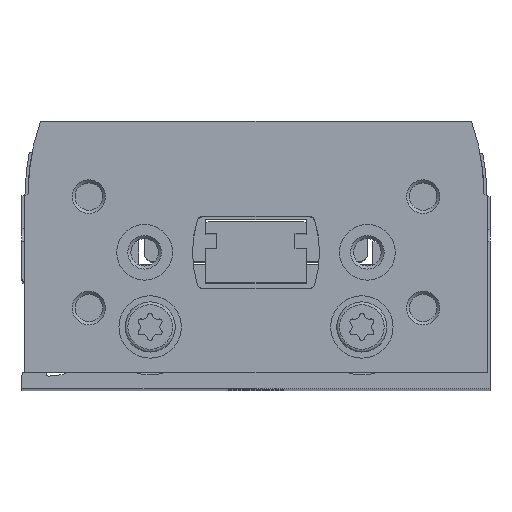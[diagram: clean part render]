
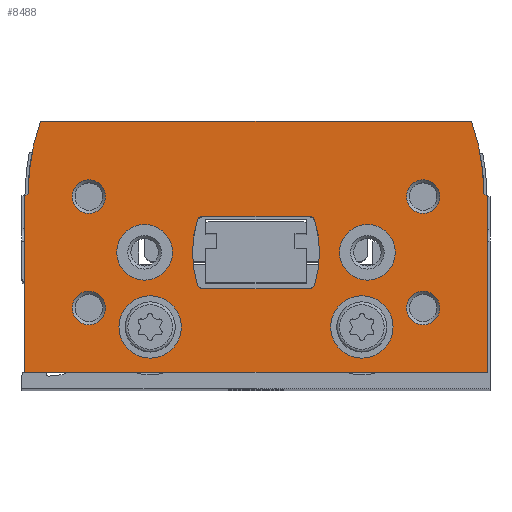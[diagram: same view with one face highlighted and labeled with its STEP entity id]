
A CAD part, top view. The second image highlights one B-rep face of the part: STEP entity #8488.
In plain terms, the highlighted planar face has unit normal (0, 0, 1).
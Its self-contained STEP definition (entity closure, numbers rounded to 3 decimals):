
#377=LINE('',#13237,#839);
#382=LINE('',#13247,#844);
#400=LINE('',#13293,#862);
#406=LINE('',#13305,#868);
#420=LINE('',#13378,#882);
#422=LINE('',#13381,#884);
#423=LINE('',#13411,#885);
#424=LINE('',#13431,#886);
#839=VECTOR('',#10908,1000.);
#844=VECTOR('',#10915,1000.);
#862=VECTOR('',#10951,1000.);
#868=VECTOR('',#10961,1000.);
#882=VECTOR('',#11017,1000.);
#884=VECTOR('',#11021,1000.);
#885=VECTOR('',#11052,1000.);
#886=VECTOR('',#11073,1000.);
#1108=PLANE('',#9236);
#2308=ORIENTED_EDGE('',*,*,#3760,.F.);
#2309=ORIENTED_EDGE('',*,*,#3761,.F.);
#2310=ORIENTED_EDGE('',*,*,#3762,.F.);
#2311=ORIENTED_EDGE('',*,*,#3763,.F.);
#2312=ORIENTED_EDGE('',*,*,#3764,.T.);
#2313=ORIENTED_EDGE('',*,*,#3765,.T.);
#2314=ORIENTED_EDGE('',*,*,#3766,.T.);
#2315=ORIENTED_EDGE('',*,*,#3767,.T.);
#2316=ORIENTED_EDGE('',*,*,#3723,.F.);
#2317=ORIENTED_EDGE('',*,*,#3742,.F.);
#2318=ORIENTED_EDGE('',*,*,#3735,.F.);
#2319=ORIENTED_EDGE('',*,*,#3732,.F.);
#2320=ORIENTED_EDGE('',*,*,#3768,.F.);
#2321=ORIENTED_EDGE('',*,*,#3769,.F.);
#2322=ORIENTED_EDGE('',*,*,#3770,.F.);
#2323=ORIENTED_EDGE('',*,*,#3726,.F.);
#2324=ORIENTED_EDGE('',*,*,#3710,.T.);
#2325=ORIENTED_EDGE('',*,*,#3704,.T.);
#2326=ORIENTED_EDGE('',*,*,#3744,.T.);
#2327=ORIENTED_EDGE('',*,*,#3675,.T.);
#2328=ORIENTED_EDGE('',*,*,#3680,.T.);
#2329=ORIENTED_EDGE('',*,*,#3684,.T.);
#2330=ORIENTED_EDGE('',*,*,#3759,.T.);
#2331=ORIENTED_EDGE('',*,*,#3716,.T.);
#3675=EDGE_CURVE('',#4510,#4509,#377,.T.);
#3680=EDGE_CURVE('',#4509,#4513,#382,.T.);
#3684=EDGE_CURVE('',#4513,#4515,#5043,.T.);
#3704=EDGE_CURVE('',#4530,#4532,#400,.T.);
#3710=EDGE_CURVE('',#4536,#4530,#406,.T.);
#3716=EDGE_CURVE('',#4541,#4536,#5049,.T.);
#3723=EDGE_CURVE('',#4545,#4546,#5052,.T.);
#3726=EDGE_CURVE('',#4546,#4547,#5053,.T.);
#3732=EDGE_CURVE('',#4551,#4552,#5056,.T.);
#3735=EDGE_CURVE('',#4552,#4554,#5057,.T.);
#3742=EDGE_CURVE('',#4554,#4545,#420,.T.);
#3744=EDGE_CURVE('',#4532,#4510,#422,.T.);
#3759=EDGE_CURVE('',#4515,#4541,#423,.T.);
#3760=EDGE_CURVE('',#4573,#4573,#5076,.T.);
#3761=EDGE_CURVE('',#4574,#4574,#5077,.T.);
#3762=EDGE_CURVE('',#4575,#4575,#5078,.T.);
#3763=EDGE_CURVE('',#4576,#4576,#5079,.T.);
#3764=EDGE_CURVE('',#4577,#4577,#5080,.T.);
#3765=EDGE_CURVE('',#4578,#4578,#5081,.T.);
#3766=EDGE_CURVE('',#4579,#4579,#5082,.T.);
#3767=EDGE_CURVE('',#4580,#4580,#5083,.T.);
#3768=EDGE_CURVE('',#4581,#4551,#5084,.T.);
#3769=EDGE_CURVE('',#4582,#4581,#424,.T.);
#3770=EDGE_CURVE('',#4547,#4582,#5085,.T.);
#4509=VERTEX_POINT('',#13236);
#4510=VERTEX_POINT('',#13238);
#4513=VERTEX_POINT('',#13246);
#4515=VERTEX_POINT('',#13253);
#4530=VERTEX_POINT('',#13287);
#4532=VERTEX_POINT('',#13292);
#4536=VERTEX_POINT('',#13303);
#4541=VERTEX_POINT('',#13318);
#4545=VERTEX_POINT('',#13332);
#4546=VERTEX_POINT('',#13334);
#4547=VERTEX_POINT('',#13342);
#4551=VERTEX_POINT('',#13355);
#4552=VERTEX_POINT('',#13357);
#4554=VERTEX_POINT('',#13366);
#4573=VERTEX_POINT('',#13414);
#4574=VERTEX_POINT('',#13416);
#4575=VERTEX_POINT('',#13418);
#4576=VERTEX_POINT('',#13420);
#4577=VERTEX_POINT('',#13422);
#4578=VERTEX_POINT('',#13424);
#4579=VERTEX_POINT('',#13426);
#4580=VERTEX_POINT('',#13428);
#4581=VERTEX_POINT('',#13430);
#4582=VERTEX_POINT('',#13432);
#5043=CIRCLE('',#9190,19.5);
#5049=CIRCLE('',#9202,19.5);
#5052=CIRCLE('',#9206,0.5);
#5053=CIRCLE('',#9208,10.);
#5056=CIRCLE('',#9212,10.);
#5057=CIRCLE('',#9214,0.5);
#5076=CIRCLE('',#9237,2.8);
#5077=CIRCLE('',#9238,2.8);
#5078=CIRCLE('',#9239,2.5);
#5079=CIRCLE('',#9240,2.5);
#5080=CIRCLE('',#9241,1.5);
#5081=CIRCLE('',#9242,1.5);
#5082=CIRCLE('',#9243,1.5);
#5083=CIRCLE('',#9244,1.5);
#5084=CIRCLE('',#9245,0.5);
#5085=CIRCLE('',#9246,0.5);
#5629=EDGE_LOOP('',(#2308));
#5630=EDGE_LOOP('',(#2309));
#5631=EDGE_LOOP('',(#2310));
#5632=EDGE_LOOP('',(#2311));
#5633=EDGE_LOOP('',(#2312));
#5634=EDGE_LOOP('',(#2313));
#5635=EDGE_LOOP('',(#2314));
#5636=EDGE_LOOP('',(#2315));
#5637=EDGE_LOOP('',(#2316,#2317,#2318,#2319,#2320,#2321,#2322,#2323));
#5638=EDGE_LOOP('',(#2324,#2325,#2326,#2327,#2328,#2329,#2330,#2331));
#6279=FACE_BOUND('',#5629,.T.);
#6280=FACE_BOUND('',#5630,.T.);
#6281=FACE_BOUND('',#5631,.T.);
#6282=FACE_BOUND('',#5632,.T.);
#6283=FACE_BOUND('',#5633,.T.);
#6284=FACE_BOUND('',#5634,.T.);
#6285=FACE_BOUND('',#5635,.T.);
#6286=FACE_BOUND('',#5636,.T.);
#6287=FACE_BOUND('',#5637,.T.);
#6288=FACE_BOUND('',#5638,.T.);
#8488=ADVANCED_FACE('',(#6279,#6280,#6281,#6282,#6283,#6284,#6285,#6286,
#6287,#6288),#1108,.T.);
#9190=AXIS2_PLACEMENT_3D('',#13254,#10922,#10923);
#9202=AXIS2_PLACEMENT_3D('',#13317,#10972,#10973);
#9206=AXIS2_PLACEMENT_3D('',#13333,#10983,#10984);
#9208=AXIS2_PLACEMENT_3D('',#13341,#10988,#10989);
#9212=AXIS2_PLACEMENT_3D('',#13356,#10998,#10999);
#9214=AXIS2_PLACEMENT_3D('',#13365,#11003,#11004);
#9236=AXIS2_PLACEMENT_3D('',#13412,#11053,#11054);
#9237=AXIS2_PLACEMENT_3D('',#13413,#11055,#11056);
#9238=AXIS2_PLACEMENT_3D('',#13415,#11057,#11058);
#9239=AXIS2_PLACEMENT_3D('',#13417,#11059,#11060);
#9240=AXIS2_PLACEMENT_3D('',#13419,#11061,#11062);
#9241=AXIS2_PLACEMENT_3D('',#13421,#11063,#11064);
#9242=AXIS2_PLACEMENT_3D('',#13423,#11065,#11066);
#9243=AXIS2_PLACEMENT_3D('',#13425,#11067,#11068);
#9244=AXIS2_PLACEMENT_3D('',#13427,#11069,#11070);
#9245=AXIS2_PLACEMENT_3D('',#13429,#11071,#11072);
#9246=AXIS2_PLACEMENT_3D('',#13433,#11074,#11075);
#10908=DIRECTION('',(0.,1.,0.));
#10915=DIRECTION('',(-0.866,0.5,0.));
#10922=DIRECTION('',(0.,0.,1.));
#10923=DIRECTION('',(1.,0.,0.));
#10951=DIRECTION('',(0.,-1.,0.));
#10961=DIRECTION('',(-0.866,-0.5,0.));
#10972=DIRECTION('',(0.,0.,1.));
#10973=DIRECTION('',(1.,0.,0.));
#10983=DIRECTION('',(0.,0.,1.));
#10984=DIRECTION('',(1.,0.,0.));
#10988=DIRECTION('',(0.,0.,1.));
#10989=DIRECTION('',(1.,0.,0.));
#10998=DIRECTION('',(0.,0.,1.));
#10999=DIRECTION('',(1.,0.,0.));
#11003=DIRECTION('',(0.,0.,1.));
#11004=DIRECTION('',(1.,0.,0.));
#11017=DIRECTION('',(-1.,0.,0.));
#11021=DIRECTION('',(1.,0.,0.));
#11052=DIRECTION('',(-1.,0.,0.));
#11053=DIRECTION('',(0.,0.,1.));
#11054=DIRECTION('',(1.,0.,0.));
#11055=DIRECTION('',(0.,0.,1.));
#11056=DIRECTION('',(1.,0.,0.));
#11057=DIRECTION('',(0.,0.,1.));
#11058=DIRECTION('',(1.,0.,0.));
#11059=DIRECTION('',(0.,0.,1.));
#11060=DIRECTION('',(1.,0.,0.));
#11061=DIRECTION('',(0.,0.,1.));
#11062=DIRECTION('',(1.,0.,0.));
#11063=DIRECTION('',(0.,0.,-1.));
#11064=DIRECTION('',(-1.,0.,0.));
#11065=DIRECTION('',(0.,0.,-1.));
#11066=DIRECTION('',(-1.,0.,0.));
#11067=DIRECTION('',(0.,0.,-1.));
#11068=DIRECTION('',(-1.,0.,0.));
#11069=DIRECTION('',(0.,0.,-1.));
#11070=DIRECTION('',(-1.,0.,0.));
#11071=DIRECTION('',(0.,0.,1.));
#11072=DIRECTION('',(1.,0.,0.));
#11073=DIRECTION('',(1.,0.,0.));
#11074=DIRECTION('',(0.,0.,1.));
#11075=DIRECTION('',(1.,0.,0.));
#13236=CARTESIAN_POINT('',(20.75,15.827,0.));
#13237=CARTESIAN_POINT('',(20.75,0.,0.));
#13238=CARTESIAN_POINT('',(20.75,0.,0.));
#13246=CARTESIAN_POINT('',(20.45,16.,0.));
#13247=CARTESIAN_POINT('',(20.75,15.827,0.));
#13253=CARTESIAN_POINT('',(19.335,22.5,0.));
#13254=CARTESIAN_POINT('',(0.95,16.,0.));
#13287=CARTESIAN_POINT('',(-20.75,15.827,0.));
#13292=CARTESIAN_POINT('',(-20.75,0.,0.));
#13293=CARTESIAN_POINT('',(-20.75,15.827,0.));
#13303=CARTESIAN_POINT('',(-20.45,16.,0.));
#13305=CARTESIAN_POINT('',(-20.45,16.,0.));
#13317=CARTESIAN_POINT('',(-0.95,16.,0.));
#13318=CARTESIAN_POINT('',(-19.335,22.5,0.));
#13332=CARTESIAN_POINT('',(-4.793,14.,0.));
#13333=CARTESIAN_POINT('',(-4.793,13.5,0.));
#13334=CARTESIAN_POINT('',(-5.272,13.645,0.));
#13341=CARTESIAN_POINT('',(4.3,10.75,0.));
#13342=CARTESIAN_POINT('',(-5.272,7.855,0.));
#13355=CARTESIAN_POINT('',(5.272,7.855,0.));
#13356=CARTESIAN_POINT('',(-4.3,10.75,0.));
#13357=CARTESIAN_POINT('',(5.272,13.645,0.));
#13365=CARTESIAN_POINT('',(4.793,13.5,0.));
#13366=CARTESIAN_POINT('',(4.793,14.,0.));
#13378=CARTESIAN_POINT('',(4.793,14.,0.));
#13381=CARTESIAN_POINT('',(-20.75,0.,0.));
#13411=CARTESIAN_POINT('',(19.335,22.5,0.));
#13412=CARTESIAN_POINT('',(0.95,16.,0.));
#13413=CARTESIAN_POINT('',(-9.5,4.05,0.));
#13414=CARTESIAN_POINT('',(-6.7,4.05,0.));
#13415=CARTESIAN_POINT('',(9.5,4.05,0.));
#13416=CARTESIAN_POINT('',(12.3,4.05,0.));
#13417=CARTESIAN_POINT('',(-10.,10.75,0.));
#13418=CARTESIAN_POINT('',(-7.5,10.75,0.));
#13419=CARTESIAN_POINT('',(10.,10.75,0.));
#13420=CARTESIAN_POINT('',(12.5,10.75,0.));
#13421=CARTESIAN_POINT('',(15.,5.75,0.));
#13422=CARTESIAN_POINT('',(13.5,5.75,0.));
#13423=CARTESIAN_POINT('',(-15.,5.75,0.));
#13424=CARTESIAN_POINT('',(-16.5,5.75,0.));
#13425=CARTESIAN_POINT('',(-15.,15.75,0.));
#13426=CARTESIAN_POINT('',(-16.5,15.75,0.));
#13427=CARTESIAN_POINT('',(15.,15.75,0.));
#13428=CARTESIAN_POINT('',(13.5,15.75,0.));
#13429=CARTESIAN_POINT('',(4.793,8.,0.));
#13430=CARTESIAN_POINT('',(4.793,7.5,0.));
#13431=CARTESIAN_POINT('',(-4.793,7.5,0.));
#13432=CARTESIAN_POINT('',(-4.793,7.5,0.));
#13433=CARTESIAN_POINT('',(-4.793,8.,0.));
